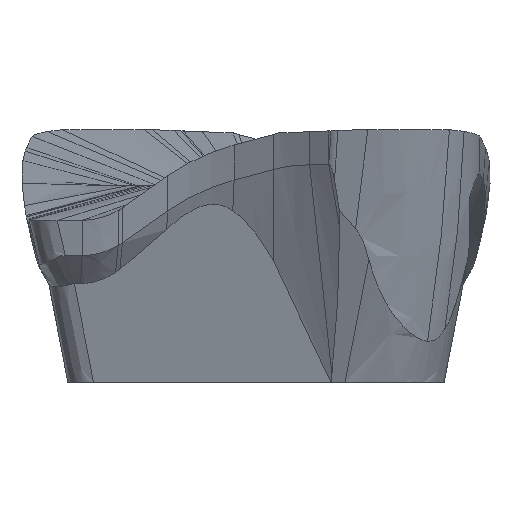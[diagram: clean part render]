
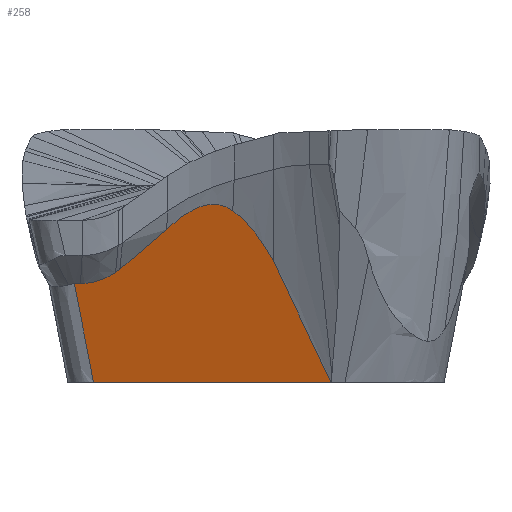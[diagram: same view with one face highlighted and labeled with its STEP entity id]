
A CAD part, left-side view. The second image highlights one B-rep face of the part: STEP entity #258.
In plain terms, the highlighted planar face has unit normal (-0.962, 0.084, -0.259).
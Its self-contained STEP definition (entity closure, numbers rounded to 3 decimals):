
#258=ADVANCED_FACE('',(#429),#347,.F.);
#347=PLANE('',#2902);
#429=FACE_OUTER_BOUND('',#583,.T.);
#583=EDGE_LOOP('',(#1030,#1031,#1032,#1033,#1034,#1035,#1036,#1037,#1038));
#1030=ORIENTED_EDGE('',*,*,#1887,.F.);
#1031=ORIENTED_EDGE('',*,*,#1888,.F.);
#1032=ORIENTED_EDGE('',*,*,#1889,.T.);
#1033=ORIENTED_EDGE('',*,*,#1890,.T.);
#1034=ORIENTED_EDGE('',*,*,#1891,.T.);
#1035=ORIENTED_EDGE('',*,*,#1892,.T.);
#1036=ORIENTED_EDGE('',*,*,#1893,.F.);
#1037=ORIENTED_EDGE('',*,*,#1894,.F.);
#1038=ORIENTED_EDGE('',*,*,#1895,.T.);
#1581=VERTEX_POINT('',#6081);
#1582=VERTEX_POINT('',#6083);
#1583=VERTEX_POINT('',#6132);
#1584=VERTEX_POINT('',#6152);
#1585=VERTEX_POINT('',#6163);
#1586=VERTEX_POINT('',#6170);
#1587=VERTEX_POINT('',#6178);
#1588=VERTEX_POINT('',#6183);
#1589=VERTEX_POINT('',#6185);
#1887=EDGE_CURVE('',#1582,#1581,#2634,.T.);
#1888=EDGE_CURVE('',#1583,#1582,#2635,.T.);
#1889=EDGE_CURVE('',#1583,#1584,#2636,.T.);
#1890=EDGE_CURVE('',#1584,#1585,#2637,.T.);
#1891=EDGE_CURVE('',#1585,#1586,#2638,.T.);
#1892=EDGE_CURVE('',#1586,#1587,#2639,.T.);
#1893=EDGE_CURVE('',#1588,#1587,#2640,.T.);
#1894=EDGE_CURVE('',#1589,#1588,#2119,.T.);
#1895=EDGE_CURVE('',#1589,#1581,#2120,.T.);
#2119=LINE('',#6184,#2239);
#2120=LINE('',#6186,#2240);
#2239=VECTOR('',#3039,1.);
#2240=VECTOR('',#3040,1.);
#2634=B_SPLINE_CURVE_WITH_KNOTS('',3,(#6084,#6085,#6086,#6087,#6088,#6089,
#6090,#6091,#6092,#6093),.UNSPECIFIED.,.F.,.F.,(4,1,1,1,1,1,1,4),(0.,0.143,
0.286,0.429,0.571,0.714,0.857,
1.),.UNSPECIFIED.);
#2635=B_SPLINE_CURVE_WITH_KNOTS('',3,(#6122,#6123,#6124,#6125,#6126,#6127,
#6128,#6129,#6130,#6131),.UNSPECIFIED.,.F.,.F.,(4,1,1,1,1,1,1,4),(0.,0.143,
0.286,0.429,0.571,0.714,0.857,
1.),.UNSPECIFIED.);
#2636=B_SPLINE_CURVE_WITH_KNOTS('',3,(#6133,#6134,#6135,#6136,#6137,#6138,
#6139,#6140,#6141,#6142,#6143,#6144,#6145,#6146,#6147,#6148,#6149,#6150,
#6151),.UNSPECIFIED.,.F.,.F.,(4,1,1,1,1,1,1,1,1,1,1,1,1,1,1,1,4),(0.,0.063,
0.125,0.188,0.25,0.313,0.375,0.438,0.5,0.563,0.625,0.688,0.75,0.813,
0.875,0.938,1.),.UNSPECIFIED.);
#2637=B_SPLINE_CURVE_WITH_KNOTS('',3,(#6153,#6154,#6155,#6156,#6157,#6158,
#6159,#6160,#6161,#6162),.UNSPECIFIED.,.F.,.F.,(4,3,3,4),(0.,0.335,
0.667,1.),.UNSPECIFIED.);
#2638=B_SPLINE_CURVE_WITH_KNOTS('',3,(#6164,#6165,#6166,#6167,#6168,#6169),
 .UNSPECIFIED.,.F.,.F.,(4,1,1,4),(0.,0.333,0.667,1.),
 .UNSPECIFIED.);
#2639=B_SPLINE_CURVE_WITH_KNOTS('',3,(#6171,#6172,#6173,#6174,#6175,#6176,
#6177),.UNSPECIFIED.,.F.,.F.,(4,3,4),(0.,0.525,1.),
 .UNSPECIFIED.);
#2640=B_SPLINE_CURVE_WITH_KNOTS('',3,(#6179,#6180,#6181,#6182),
 .UNSPECIFIED.,.F.,.F.,(4,4),(0.,1.),.UNSPECIFIED.);
#2902=AXIS2_PLACEMENT_3D('',#6187,#3041,#3042);
#3039=DIRECTION('',(-0.24,0.185,0.953));
#3040=DIRECTION('',(-0.087,-0.996,0.));
#3041=DIRECTION('',(0.962,-0.084,0.259));
#3042=DIRECTION('',(-0.258,0.023,0.966));
#6081=CARTESIAN_POINT('',(-4.49,-1.069,-3.6));
#6083=CARTESIAN_POINT('',(-4.884,-0.246,-1.868));
#6084=CARTESIAN_POINT('',(-4.884,-0.246,-1.868));
#6085=CARTESIAN_POINT('',(-4.871,-0.279,-1.927));
#6086=CARTESIAN_POINT('',(-4.843,-0.346,-2.053));
#6087=CARTESIAN_POINT('',(-4.796,-0.45,-2.264));
#6088=CARTESIAN_POINT('',(-4.743,-0.56,-2.496));
#6089=CARTESIAN_POINT('',(-4.685,-0.676,-2.747));
#6090=CARTESIAN_POINT('',(-4.624,-0.799,-3.016));
#6091=CARTESIAN_POINT('',(-4.559,-0.929,-3.3));
#6092=CARTESIAN_POINT('',(-4.513,-1.021,-3.498));
#6093=CARTESIAN_POINT('',(-4.49,-1.069,-3.6));
#6122=CARTESIAN_POINT('',(-5.026,0.331,-1.154));
#6123=CARTESIAN_POINT('',(-5.023,0.308,-1.17));
#6124=CARTESIAN_POINT('',(-5.018,0.261,-1.204));
#6125=CARTESIAN_POINT('',(-5.007,0.188,-1.269));
#6126=CARTESIAN_POINT('',(-4.992,0.11,-1.35));
#6127=CARTESIAN_POINT('',(-4.973,0.028,-1.447));
#6128=CARTESIAN_POINT('',(-4.949,-0.059,-1.565));
#6129=CARTESIAN_POINT('',(-4.92,-0.149,-1.703));
#6130=CARTESIAN_POINT('',(-4.897,-0.213,-1.81));
#6131=CARTESIAN_POINT('',(-4.884,-0.246,-1.868));
#6132=CARTESIAN_POINT('',(-5.026,0.331,-1.154));
#6133=CARTESIAN_POINT('',(-5.026,0.331,-1.154));
#6134=CARTESIAN_POINT('',(-5.027,0.347,-1.143));
#6135=CARTESIAN_POINT('',(-5.03,0.378,-1.124));
#6136=CARTESIAN_POINT('',(-5.032,0.424,-1.102));
#6137=CARTESIAN_POINT('',(-5.032,0.468,-1.085));
#6138=CARTESIAN_POINT('',(-5.032,0.511,-1.073));
#6139=CARTESIAN_POINT('',(-5.03,0.555,-1.066));
#6140=CARTESIAN_POINT('',(-5.027,0.6,-1.063));
#6141=CARTESIAN_POINT('',(-5.022,0.646,-1.064));
#6142=CARTESIAN_POINT('',(-5.016,0.695,-1.071));
#6143=CARTESIAN_POINT('',(-5.008,0.748,-1.083));
#6144=CARTESIAN_POINT('',(-4.998,0.806,-1.102));
#6145=CARTESIAN_POINT('',(-4.986,0.869,-1.128));
#6146=CARTESIAN_POINT('',(-4.97,0.937,-1.165));
#6147=CARTESIAN_POINT('',(-4.951,1.012,-1.211));
#6148=CARTESIAN_POINT('',(-4.928,1.093,-1.269));
#6149=CARTESIAN_POINT('',(-4.902,1.18,-1.338));
#6150=CARTESIAN_POINT('',(-4.882,1.243,-1.393));
#6151=CARTESIAN_POINT('',(-4.871,1.275,-1.423));
#6152=CARTESIAN_POINT('',(-4.871,1.275,-1.423));
#6153=CARTESIAN_POINT('',(-4.871,1.275,-1.423));
#6154=CARTESIAN_POINT('',(-4.847,1.347,-1.488));
#6155=CARTESIAN_POINT('',(-4.823,1.419,-1.554));
#6156=CARTESIAN_POINT('',(-4.799,1.492,-1.618));
#6157=CARTESIAN_POINT('',(-4.776,1.565,-1.682));
#6158=CARTESIAN_POINT('',(-4.752,1.638,-1.745));
#6159=CARTESIAN_POINT('',(-4.729,1.713,-1.808));
#6160=CARTESIAN_POINT('',(-4.706,1.787,-1.87));
#6161=CARTESIAN_POINT('',(-4.683,1.863,-1.931));
#6162=CARTESIAN_POINT('',(-4.66,1.939,-1.991));
#6163=CARTESIAN_POINT('',(-4.66,1.939,-1.991));
#6164=CARTESIAN_POINT('',(-4.66,1.939,-1.991));
#6165=CARTESIAN_POINT('',(-4.658,1.946,-1.996));
#6166=CARTESIAN_POINT('',(-4.654,1.96,-2.006));
#6167=CARTESIAN_POINT('',(-4.648,1.98,-2.021));
#6168=CARTESIAN_POINT('',(-4.644,1.994,-2.031));
#6169=CARTESIAN_POINT('',(-4.643,2.001,-2.035));
#6170=CARTESIAN_POINT('',(-4.643,2.001,-2.035));
#6171=CARTESIAN_POINT('',(-4.643,2.001,-2.035));
#6172=CARTESIAN_POINT('',(-4.622,2.077,-2.086));
#6173=CARTESIAN_POINT('',(-4.604,2.162,-2.127));
#6174=CARTESIAN_POINT('',(-4.589,2.251,-2.154));
#6175=CARTESIAN_POINT('',(-4.575,2.332,-2.178));
#6176=CARTESIAN_POINT('',(-4.564,2.417,-2.191));
#6177=CARTESIAN_POINT('',(-4.556,2.502,-2.193));
#6178=CARTESIAN_POINT('',(-4.556,2.502,-2.193));
#6179=CARTESIAN_POINT('',(-4.548,2.588,-2.195));
#6180=CARTESIAN_POINT('',(-4.551,2.559,-2.194));
#6181=CARTESIAN_POINT('',(-4.554,2.53,-2.194));
#6182=CARTESIAN_POINT('',(-4.556,2.502,-2.193));
#6183=CARTESIAN_POINT('',(-4.548,2.588,-2.195));
#6184=CARTESIAN_POINT('',(-4.194,2.315,-3.6));
#6185=CARTESIAN_POINT('',(-4.194,2.315,-3.6));
#6186=CARTESIAN_POINT('',(-4.194,2.315,-3.6));
#6187=CARTESIAN_POINT('',(-4.728,5.433,-0.6));
